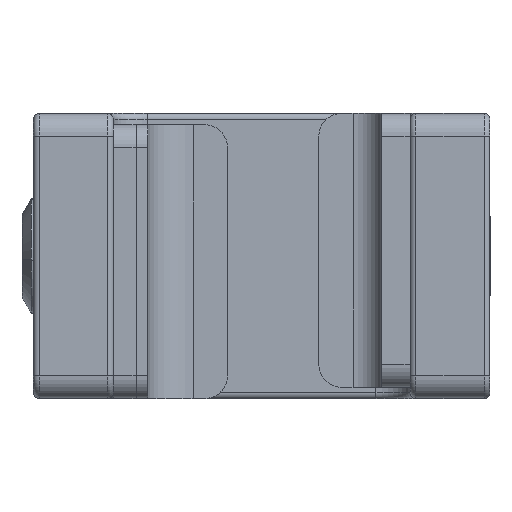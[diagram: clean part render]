
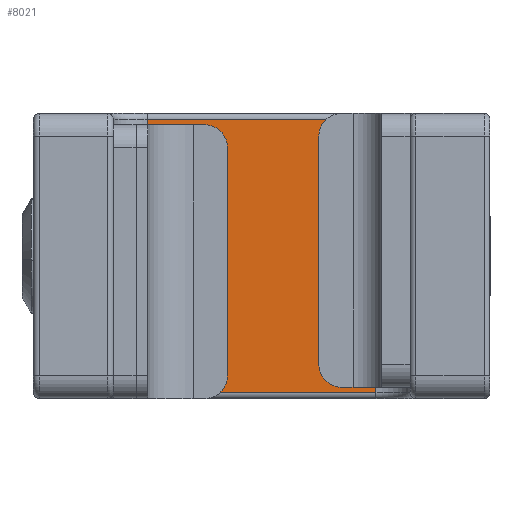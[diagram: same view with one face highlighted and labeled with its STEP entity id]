
A CAD part, left-side view. The second image highlights one B-rep face of the part: STEP entity #8021.
In plain terms, the highlighted planar face has unit normal (-1, 0, 0).
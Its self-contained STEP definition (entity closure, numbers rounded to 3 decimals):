
#136 = CARTESIAN_POINT ( 'NONE',  ( 0., 10., 25. ) ) ;
#389 = EDGE_CURVE ( 'NONE', #8102, #3339, #1310, .T. ) ;
#830 = PLANE ( 'NONE',  #4988 ) ;
#1068 = VECTOR ( 'NONE', #7080, 1000. ) ;
#1234 = CARTESIAN_POINT ( 'NONE',  ( 0., -10., 0.5 ) ) ;
#1310 = LINE ( 'NONE', #3650, #7257 ) ;
#1553 = CARTESIAN_POINT ( 'NONE',  ( 0., 10., 24.5 ) ) ;
#2092 = EDGE_CURVE ( 'NONE', #2779, #3026, #9198, .T. ) ;
#2160 = EDGE_CURVE ( 'NONE', #8102, #3026, #4117, .T. ) ;
#2400 = DIRECTION ( 'NONE',  ( 0., 0., -1. ) ) ;
#2779 = VERTEX_POINT ( 'NONE', #2887 ) ;
#2839 = ORIENTED_EDGE ( 'NONE', *, *, #2160, .F. ) ;
#2887 = CARTESIAN_POINT ( 'NONE',  ( 0., 10., 0.5 ) ) ;
#3026 = VERTEX_POINT ( 'NONE', #4186 ) ;
#3205 = VECTOR ( 'NONE', #7031, 1000. ) ;
#3339 = VERTEX_POINT ( 'NONE', #1553 ) ;
#3650 = CARTESIAN_POINT ( 'NONE',  ( 0., 10., 24.5 ) ) ;
#3803 = DIRECTION ( 'NONE',  ( 1., 0., 0. ) ) ;
#4117 = LINE ( 'NONE', #6392, #1068 ) ;
#4186 = CARTESIAN_POINT ( 'NONE',  ( 0., -10., 0.5 ) ) ;
#4865 = CARTESIAN_POINT ( 'NONE',  ( 0., -10., 24.5 ) ) ;
#4988 = AXIS2_PLACEMENT_3D ( 'NONE', #136, #3803, #9070 ) ;
#5391 = FACE_OUTER_BOUND ( 'NONE', #6010, .T. ) ;
#5778 = VECTOR ( 'NONE', #2400, 1000. ) ;
#6010 = EDGE_LOOP ( 'NONE', ( #2839, #8370, #7072, #8762 ) ) ;
#6392 = CARTESIAN_POINT ( 'NONE',  ( 0., -10., 25. ) ) ;
#6653 = DIRECTION ( 'NONE',  ( 0., 1., 0. ) ) ;
#7031 = DIRECTION ( 'NONE',  ( 0., -1., 0. ) ) ;
#7072 = ORIENTED_EDGE ( 'NONE', *, *, #9369, .T. ) ;
#7080 = DIRECTION ( 'NONE',  ( 0., 0., -1. ) ) ;
#7257 = VECTOR ( 'NONE', #6653, 1000. ) ;
#8021 = ADVANCED_FACE ( 'NONE', ( #5391 ), #830, .F. ) ;
#8102 = VERTEX_POINT ( 'NONE', #4865 ) ;
#8370 = ORIENTED_EDGE ( 'NONE', *, *, #389, .T. ) ;
#8762 = ORIENTED_EDGE ( 'NONE', *, *, #2092, .T. ) ;
#9040 = CARTESIAN_POINT ( 'NONE',  ( 0., 10., 25. ) ) ;
#9070 = DIRECTION ( 'NONE',  ( 0., 0., -1. ) ) ;
#9083 = LINE ( 'NONE', #9040, #5778 ) ;
#9198 = LINE ( 'NONE', #1234, #3205 ) ;
#9369 = EDGE_CURVE ( 'NONE', #3339, #2779, #9083, .T. ) ;
